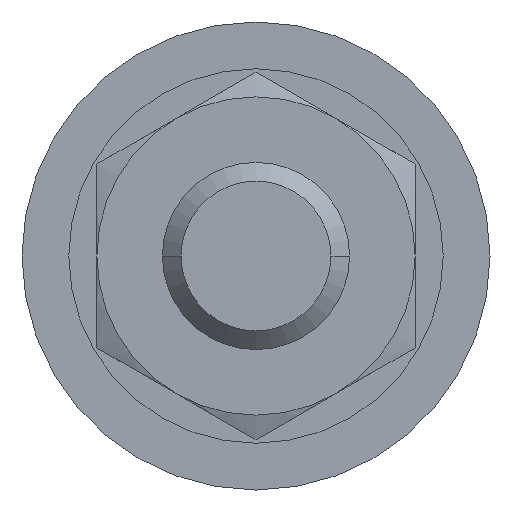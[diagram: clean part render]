
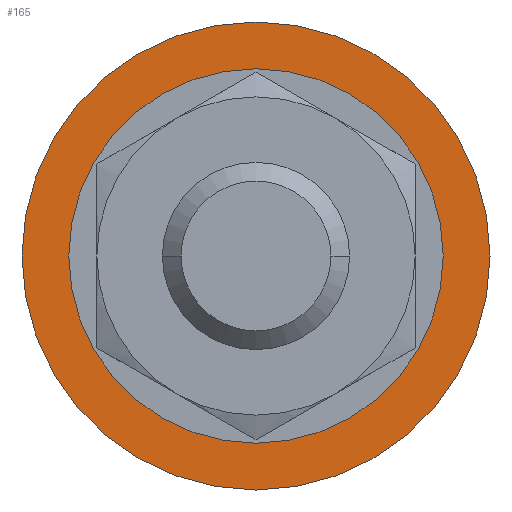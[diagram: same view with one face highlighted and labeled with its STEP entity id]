
A CAD part, front view. The second image highlights one B-rep face of the part: STEP entity #165.
In plain terms, the highlighted planar face has unit normal (0, -1, 0).
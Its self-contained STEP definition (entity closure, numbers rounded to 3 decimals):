
#165=ADVANCED_FACE('',(#331,#332),#333,.T.);
#331=FACE_BOUND('',#493,.T.);
#332=FACE_OUTER_BOUND('',#494,.T.);
#333=PLANE('',#495);
#493=EDGE_LOOP('',(#872,#873));
#494=EDGE_LOOP('',(#874,#875));
#495=AXIS2_PLACEMENT_3D('',#876,#877,#878);
#872=ORIENTED_EDGE('',*,*,#1025,.T.);
#873=ORIENTED_EDGE('',*,*,#1027,.T.);
#874=ORIENTED_EDGE('',*,*,#1031,.T.);
#875=ORIENTED_EDGE('',*,*,#1018,.T.);
#876=CARTESIAN_POINT('',(12.5,39.8,12.5));
#877=DIRECTION('',(0.0,-1.0,0.0));
#878=DIRECTION('',(-1.0,0.0,0.0));
#1018=EDGE_CURVE('',#1220,#1217,#1221,.T.);
#1025=EDGE_CURVE('',#1227,#1231,#1233,.T.);
#1027=EDGE_CURVE('',#1231,#1227,#1235,.T.);
#1031=EDGE_CURVE('',#1217,#1220,#1239,.T.);
#1217=VERTEX_POINT('',#1717);
#1220=VERTEX_POINT('',#1721);
#1221=CIRCLE('',#1722,12.5);
#1227=VERTEX_POINT('',#1729);
#1231=VERTEX_POINT('',#1734);
#1233=CIRCLE('',#1737,5.1);
#1235=CIRCLE('',#1739,5.1);
#1239=CIRCLE('',#1743,12.5);
#1717=CARTESIAN_POINT('',(25.0,39.8,12.5));
#1721=CARTESIAN_POINT('',(0.0,39.8,12.5));
#1722=AXIS2_PLACEMENT_3D('',#1879,#1880,#1881);
#1729=CARTESIAN_POINT('',(17.6,39.8,12.5));
#1734=CARTESIAN_POINT('',(7.4,39.8,12.5));
#1737=AXIS2_PLACEMENT_3D('',#1891,#1892,#1893);
#1739=AXIS2_PLACEMENT_3D('',#1894,#1895,#1896);
#1743=AXIS2_PLACEMENT_3D('',#1903,#1904,#1905);
#1879=CARTESIAN_POINT('',(12.5,39.8,12.5));
#1880=DIRECTION('',(0.0,-1.0,0.0));
#1881=DIRECTION('',(1.0,0.0,0.0));
#1891=CARTESIAN_POINT('',(12.5,39.8,12.5));
#1892=DIRECTION('',(-0.0,1.0,0.0));
#1893=DIRECTION('',(1.0,0.0,0.0));
#1894=CARTESIAN_POINT('',(12.5,39.8,12.5));
#1895=DIRECTION('',(-0.0,1.0,0.0));
#1896=DIRECTION('',(1.0,0.0,0.0));
#1903=CARTESIAN_POINT('',(12.5,39.8,12.5));
#1904=DIRECTION('',(0.0,-1.0,0.0));
#1905=DIRECTION('',(1.0,0.0,0.0));
